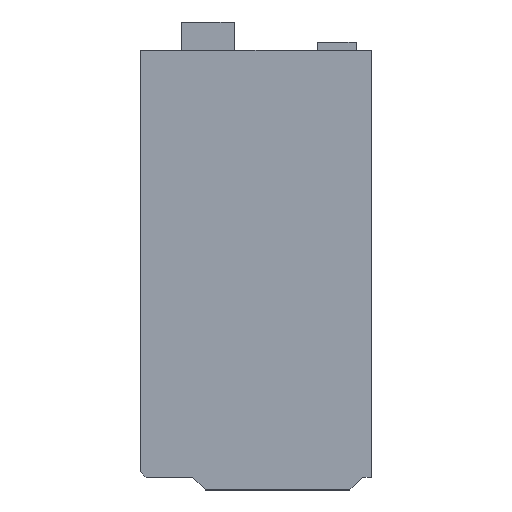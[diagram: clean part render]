
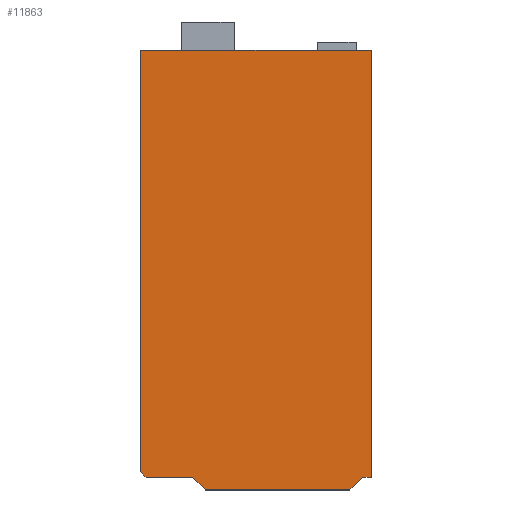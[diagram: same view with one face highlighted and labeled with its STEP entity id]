
A CAD part, top view. The second image highlights one B-rep face of the part: STEP entity #11863.
In plain terms, the highlighted planar face has unit normal (0, 0, 1).
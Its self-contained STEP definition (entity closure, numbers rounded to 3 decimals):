
#382=FACE_OUTER_BOUND('',#1185,.T.);
#1185=EDGE_LOOP('',(#7980,#7981,#7982,#7983,#7984,#7985,#7986,#7987,#7988));
#2023=LINE('',#17031,#3601);
#2026=LINE('',#17037,#3604);
#2029=LINE('',#17043,#3607);
#2032=LINE('',#17049,#3610);
#2035=LINE('',#17055,#3613);
#2038=LINE('',#17061,#3616);
#2041=LINE('',#17067,#3619);
#2044=LINE('',#17073,#3622);
#2047=LINE('',#17077,#3625);
#3601=VECTOR('',#13755,10.);
#3604=VECTOR('',#13760,10.);
#3607=VECTOR('',#13765,10.);
#3610=VECTOR('',#13770,10.);
#3613=VECTOR('',#13775,10.);
#3616=VECTOR('',#13780,10.);
#3619=VECTOR('',#13785,10.);
#3622=VECTOR('',#13790,10.);
#3625=VECTOR('',#13795,10.);
#5155=VERTEX_POINT('',#17028);
#5156=VERTEX_POINT('',#17030);
#5158=VERTEX_POINT('',#17036);
#5160=VERTEX_POINT('',#17042);
#5162=VERTEX_POINT('',#17048);
#5164=VERTEX_POINT('',#17054);
#5166=VERTEX_POINT('',#17060);
#5168=VERTEX_POINT('',#17066);
#5170=VERTEX_POINT('',#17072);
#6257=EDGE_CURVE('',#5156,#5155,#2023,.T.);
#6260=EDGE_CURVE('',#5158,#5156,#2026,.T.);
#6263=EDGE_CURVE('',#5160,#5158,#2029,.T.);
#6266=EDGE_CURVE('',#5162,#5160,#2032,.T.);
#6269=EDGE_CURVE('',#5164,#5162,#2035,.T.);
#6272=EDGE_CURVE('',#5166,#5164,#2038,.T.);
#6275=EDGE_CURVE('',#5168,#5166,#2041,.T.);
#6278=EDGE_CURVE('',#5170,#5168,#2044,.T.);
#6281=EDGE_CURVE('',#5155,#5170,#2047,.T.);
#7980=ORIENTED_EDGE('',*,*,#6281,.T.);
#7981=ORIENTED_EDGE('',*,*,#6278,.T.);
#7982=ORIENTED_EDGE('',*,*,#6275,.T.);
#7983=ORIENTED_EDGE('',*,*,#6272,.T.);
#7984=ORIENTED_EDGE('',*,*,#6269,.T.);
#7985=ORIENTED_EDGE('',*,*,#6266,.T.);
#7986=ORIENTED_EDGE('',*,*,#6263,.T.);
#7987=ORIENTED_EDGE('',*,*,#6260,.T.);
#7988=ORIENTED_EDGE('',*,*,#6257,.T.);
#11079=PLANE('',#12809);
#11863=ADVANCED_FACE('',(#382),#11079,.T.);
#12809=AXIS2_PLACEMENT_3D('',#17078,#13796,#13797);
#13755=DIRECTION('',(0.707,0.707,0.));
#13760=DIRECTION('',(1.,0.,0.));
#13765=DIRECTION('',(0.707,-0.707,0.));
#13770=DIRECTION('',(1.,0.,0.));
#13775=DIRECTION('',(0.707,-0.707,0.));
#13780=DIRECTION('',(0.,-1.,0.));
#13785=DIRECTION('',(-1.,0.,0.));
#13790=DIRECTION('',(0.,1.,0.));
#13795=DIRECTION('',(1.,0.,0.));
#13796=DIRECTION('center_axis',(0.,0.,1.));
#13797=DIRECTION('ref_axis',(1.,0.,0.));
#17028=CARTESIAN_POINT('',(23.58,-47.74,12.65));
#17030=CARTESIAN_POINT('',(20.63,-50.69,12.65));
#17031=CARTESIAN_POINT('',(23.58,-47.74,12.65));
#17036=CARTESIAN_POINT('',(-12.72,-50.69,12.65));
#17037=CARTESIAN_POINT('',(20.63,-50.69,12.65));
#17042=CARTESIAN_POINT('',(-15.67,-47.74,12.65));
#17043=CARTESIAN_POINT('',(-15.67,-47.74,12.65));
#17048=CARTESIAN_POINT('',(-26.42,-47.74,12.65));
#17049=CARTESIAN_POINT('',(-26.42,-47.74,12.65));
#17054=CARTESIAN_POINT('',(-27.67,-46.49,12.65));
#17055=CARTESIAN_POINT('',(-27.67,-46.49,12.65));
#17060=CARTESIAN_POINT('',(-27.67,50.82,12.65));
#17061=CARTESIAN_POINT('',(-27.67,-46.49,12.65));
#17066=CARTESIAN_POINT('',(25.58,50.82,12.65));
#17067=CARTESIAN_POINT('',(-27.67,50.82,12.65));
#17072=CARTESIAN_POINT('',(25.58,-47.74,12.65));
#17073=CARTESIAN_POINT('',(25.58,-47.74,12.65));
#17077=CARTESIAN_POINT('',(25.58,-47.74,12.65));
#17078=CARTESIAN_POINT('Origin',(-1.045,0.065,12.65));
